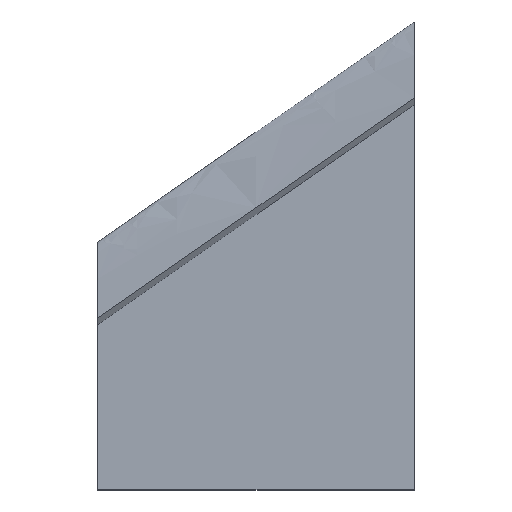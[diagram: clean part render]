
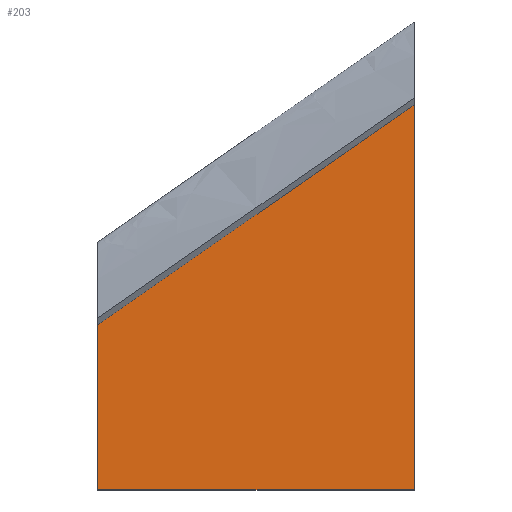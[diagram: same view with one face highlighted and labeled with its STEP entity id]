
A CAD part, top view. The second image highlights one B-rep face of the part: STEP entity #203.
In plain terms, the highlighted planar face has unit normal (0, 0, 1).
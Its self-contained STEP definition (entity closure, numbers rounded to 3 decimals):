
#11 = CARTESIAN_POINT ( 'NONE',  ( -184.15, -8.89, 3.175 ) ) ;
#91 = CARTESIAN_POINT ( 'NONE',  ( -184.15, 92.71, 3.175 ) ) ;
#92 = DIRECTION ( 'NONE',  ( 0., 0., 1. ) ) ;
#171 = VERTEX_POINT ( 'NONE', #792 ) ;
#177 = VERTEX_POINT ( 'NONE', #11 ) ;
#203 = ADVANCED_FACE ( 'NONE', ( #876 ), #1077, .T. ) ;
#251 = VECTOR ( 'NONE', #486, 1000. ) ;
#313 = VECTOR ( 'NONE', #564, 1000. ) ;
#337 = VECTOR ( 'NONE', #801, 1000. ) ;
#441 = ORIENTED_EDGE ( 'NONE', *, *, #1047, .T. ) ;
#442 = AXIS2_PLACEMENT_3D ( 'NONE', #694, #92, #495 ) ;
#454 = ORIENTED_EDGE ( 'NONE', *, *, #505, .T. ) ;
#468 = ORIENTED_EDGE ( 'NONE', *, *, #1085, .T. ) ;
#486 = DIRECTION ( 'NONE',  ( 0., -1., 0. ) ) ;
#495 = DIRECTION ( 'NONE',  ( 1., 0., 0. ) ) ;
#505 = EDGE_CURVE ( 'NONE', #177, #743, #1154, .T. ) ;
#564 = DIRECTION ( 'NONE',  ( -0.821, -0.571, 0. ) ) ;
#574 = CARTESIAN_POINT ( 'NONE',  ( -38.1, 194.31, 3.175 ) ) ;
#630 = EDGE_LOOP ( 'NONE', ( #468, #943, #441, #454 ) ) ;
#662 = CARTESIAN_POINT ( 'NONE',  ( -184.15, -8.89, 3.175 ) ) ;
#673 = VECTOR ( 'NONE', #1061, 1000. ) ;
#694 = CARTESIAN_POINT ( 'NONE',  ( 0., 0., 3.175 ) ) ;
#743 = VERTEX_POINT ( 'NONE', #1018 ) ;
#756 = CARTESIAN_POINT ( 'NONE',  ( -184.15, -8.89, 3.175 ) ) ;
#781 = LINE ( 'NONE', #574, #673 ) ;
#792 = CARTESIAN_POINT ( 'NONE',  ( -184.15, 92.71, 3.175 ) ) ;
#801 = DIRECTION ( 'NONE',  ( 1., 0., 0. ) ) ;
#836 = VERTEX_POINT ( 'NONE', #1143 ) ;
#876 = FACE_OUTER_BOUND ( 'NONE', #630, .T. ) ;
#943 = ORIENTED_EDGE ( 'NONE', *, *, #1109, .T. ) ;
#1018 = CARTESIAN_POINT ( 'NONE',  ( -38.1, -8.89, 3.175 ) ) ;
#1047 = EDGE_CURVE ( 'NONE', #171, #177, #1167, .T. ) ;
#1061 = DIRECTION ( 'NONE',  ( 0., 1., 0. ) ) ;
#1077 = PLANE ( 'NONE',  #442 ) ;
#1085 = EDGE_CURVE ( 'NONE', #743, #836, #781, .T. ) ;
#1109 = EDGE_CURVE ( 'NONE', #836, #171, #1152, .T. ) ;
#1143 = CARTESIAN_POINT ( 'NONE',  ( -38.1, 194.31, 3.175 ) ) ;
#1152 = LINE ( 'NONE', #91, #313 ) ;
#1154 = LINE ( 'NONE', #662, #337 ) ;
#1167 = LINE ( 'NONE', #756, #251 ) ;
